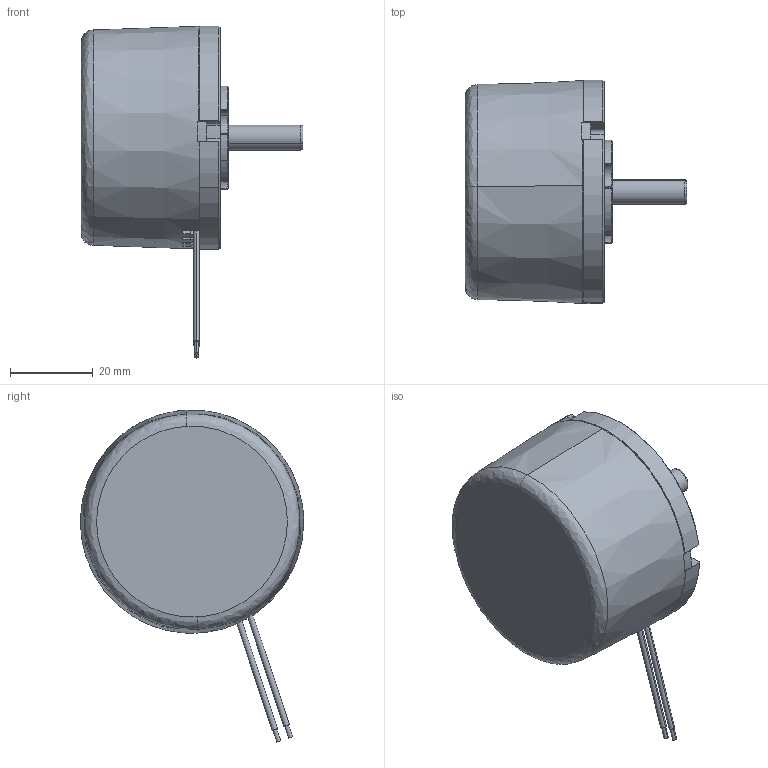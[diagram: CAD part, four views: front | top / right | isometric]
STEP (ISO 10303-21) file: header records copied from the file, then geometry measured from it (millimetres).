
FILE_DESCRIPTION (( 'STEP AP203' ), '1' );
FILE_NAME ('BF5434.STEP', '2025-12-01T07:06:06', ( '' ), ( '' ), 'SwSTEP 2.0', 'SolidWorks 2024', '' );
FILE_SCHEMA (( 'CONFIG_CONTROL_DESIGN' ));
Length unit declared in the file: millimetre
Products named in the file (1): BF5434
Bounding box: 53.6 x 53.98 x 80.24 mm (x, y, z)
Surface area: 25853.1 mm2 (no closed solid volume)
Topology: 0 solids, 11 shells, 578 faces, 1490 edges, 947 vertices
Faces by surface type: cylinder 210, plane 194, cone 97, bspline 77
Entity records: 20078 total; most frequent: CARTESIAN_POINT 6296, ORIENTED_EDGE 2966, DIRECTION 2804, EDGE_CURVE 1483, AXIS2_PLACEMENT_3D 1112, VERTEX_POINT 948, EDGE_LOOP 633, CIRCLE 610
